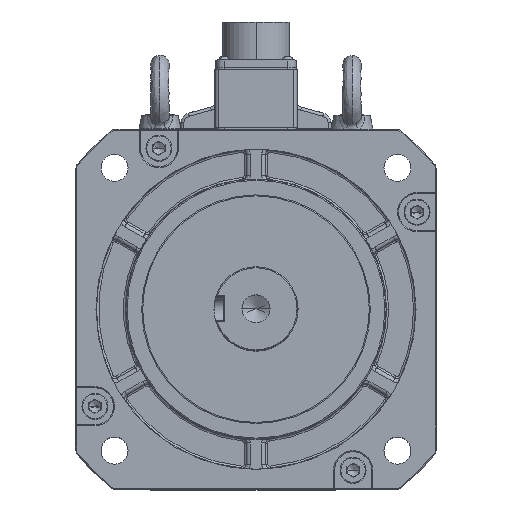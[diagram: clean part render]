
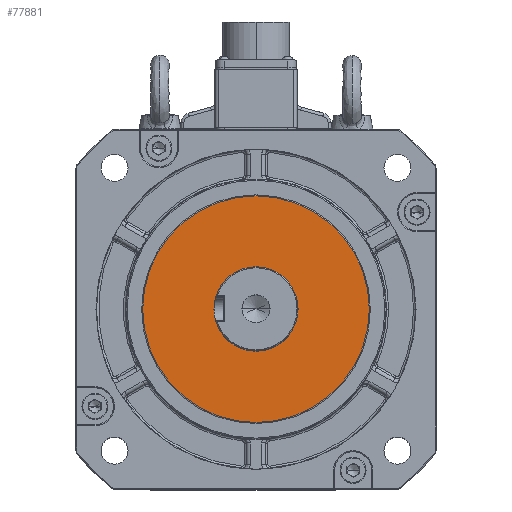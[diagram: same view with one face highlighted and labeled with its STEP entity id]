
A CAD part, top view. The second image highlights one B-rep face of the part: STEP entity #77881.
In plain terms, the highlighted planar face has unit normal (0, 0, 1).
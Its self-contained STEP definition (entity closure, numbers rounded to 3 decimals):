
#3606 = CIRCLE ( 'NONE', #87790, 56.65 ) ;
#7133 = DIRECTION ( 'NONE',  ( 0., 0., 1. ) ) ;
#8945 = DIRECTION ( 'NONE',  ( 0., 0., 1. ) ) ;
#9317 = DIRECTION ( 'NONE',  ( 1., 0., 0. ) ) ;
#13226 = CARTESIAN_POINT ( 'NONE',  ( 52.5, 0., 108.2 ) ) ;
#14966 = EDGE_CURVE ( 'NONE', #75295, #47096, #102576, .T. ) ;
#16142 = DIRECTION ( 'NONE',  ( 0., 0., -1. ) ) ;
#17422 = AXIS2_PLACEMENT_3D ( 'NONE', #13226, #55648, #54931 ) ;
#19253 = CARTESIAN_POINT ( 'NONE',  ( -56.65, 0., 108.2 ) ) ;
#21473 = CIRCLE ( 'NONE', #105676, 56.65 ) ;
#24569 = DIRECTION ( 'NONE',  ( 0., 1., 0. ) ) ;
#30230 = EDGE_CURVE ( 'NONE', #107656, #59628, #21473, .T. ) ;
#30308 = ORIENTED_EDGE ( 'NONE', *, *, #30230, .T. ) ;
#32465 = CARTESIAN_POINT ( 'NONE',  ( 0., 0., 108.2 ) ) ;
#37444 = ORIENTED_EDGE ( 'NONE', *, *, #97272, .T. ) ;
#40756 = CARTESIAN_POINT ( 'NONE',  ( 0., -20.772, 108.2 ) ) ;
#42779 = ORIENTED_EDGE ( 'NONE', *, *, #14966, .T. ) ;
#47096 = VERTEX_POINT ( 'NONE', #82712 ) ;
#47836 = AXIS2_PLACEMENT_3D ( 'NONE', #103988, #102911, #95257 ) ;
#54579 = PLANE ( 'NONE',  #17422 ) ;
#54931 = DIRECTION ( 'NONE',  ( 1., 0., 0. ) ) ;
#55648 = DIRECTION ( 'NONE',  ( 0., 0., 1. ) ) ;
#59628 = VERTEX_POINT ( 'NONE', #75525 ) ;
#59784 = CIRCLE ( 'NONE', #67860, 20.772 ) ;
#62795 = EDGE_CURVE ( 'NONE', #59628, #107656, #3606, .T. ) ;
#67860 = AXIS2_PLACEMENT_3D ( 'NONE', #74316, #16142, #24569 ) ;
#74316 = CARTESIAN_POINT ( 'NONE',  ( 0., 0., 108.2 ) ) ;
#75295 = VERTEX_POINT ( 'NONE', #40756 ) ;
#75525 = CARTESIAN_POINT ( 'NONE',  ( 56.65, 0., 108.2 ) ) ;
#76255 = CARTESIAN_POINT ( 'NONE',  ( 0., 0., 108.2 ) ) ;
#77881 = ADVANCED_FACE ( 'NONE', ( #99773, #88005 ), #54579, .T. ) ;
#81272 = EDGE_LOOP ( 'NONE', ( #42779, #37444 ) ) ;
#82712 = CARTESIAN_POINT ( 'NONE',  ( 0., 20.772, 108.2 ) ) ;
#87790 = AXIS2_PLACEMENT_3D ( 'NONE', #76255, #8945, #9317 ) ;
#88005 = FACE_OUTER_BOUND ( 'NONE', #92247, .T. ) ;
#92247 = EDGE_LOOP ( 'NONE', ( #30308, #93767 ) ) ;
#93767 = ORIENTED_EDGE ( 'NONE', *, *, #62795, .T. ) ;
#95257 = DIRECTION ( 'NONE',  ( 0., 1., 0. ) ) ;
#97272 = EDGE_CURVE ( 'NONE', #47096, #75295, #59784, .T. ) ;
#99363 = DIRECTION ( 'NONE',  ( 1., 0., 0. ) ) ;
#99773 = FACE_BOUND ( 'NONE', #81272, .T. ) ;
#102576 = CIRCLE ( 'NONE', #47836, 20.772 ) ;
#102911 = DIRECTION ( 'NONE',  ( 0., 0., -1. ) ) ;
#103988 = CARTESIAN_POINT ( 'NONE',  ( 0., 0., 108.2 ) ) ;
#105676 = AXIS2_PLACEMENT_3D ( 'NONE', #32465, #7133, #99363 ) ;
#107656 = VERTEX_POINT ( 'NONE', #19253 ) ;
